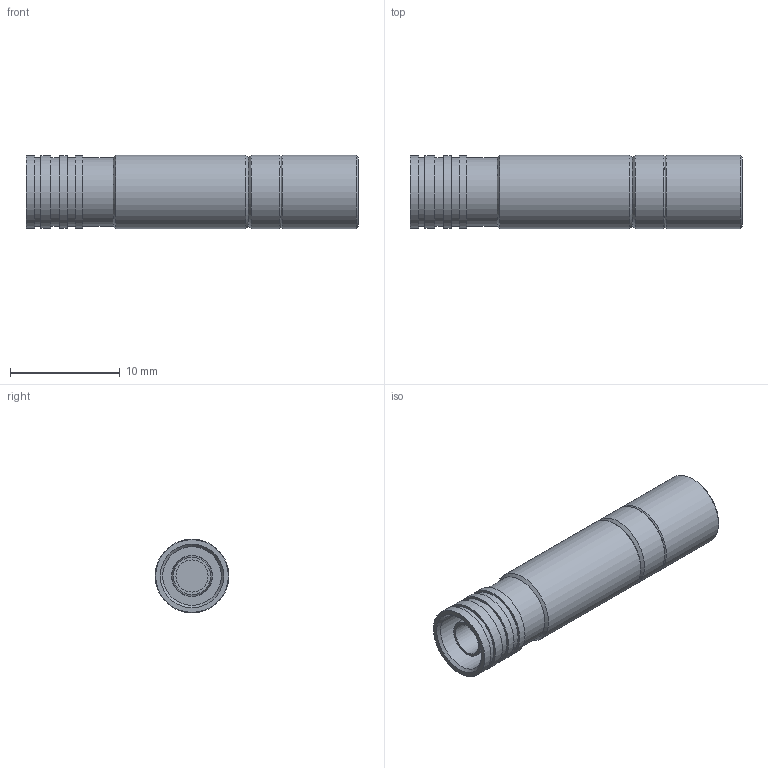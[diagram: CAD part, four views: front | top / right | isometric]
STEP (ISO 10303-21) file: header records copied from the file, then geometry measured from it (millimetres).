
FILE_DESCRIPTION (( 'STEP AP203' ), '1' );
FILE_NAME ('PE44588_3D.step', '2022-03-16T17:27:27', ( '' ), ( '' ), 'SwSTEP 2.0', 'SolidWorks 2021', '' );
FILE_SCHEMA (( 'CONFIG_CONTROL_DESIGN' ));
Length unit declared in the file: inch
Products named in the file (1): PE44588_3D
Bounding box: 30.25 x 6.72 x 6.72 mm (x, y, z)
Volume: 778.1 mm3; surface area: 1278.9 mm2
Topology: 1 solids, 1 shells, 135 faces, 341 edges, 223 vertices
Faces by surface type: plane 75, cylinder 38, cone 16, torus 6
Full cylindrical faces by diameter (mm): 0.636 x1, 1.01 x1, 2.933 x1, 3.401 x1, 3.756 x1, 3.783 x1, 4.314 x1, 5.334 x2, 6.211 x4, 6.627 x4, 6.718 x3
Entity records: 4069 total; most frequent: CARTESIAN_POINT 810, DIRECTION 688, ORIENTED_EDGE 608, EDGE_CURVE 304, AXIS2_PLACEMENT_3D 268, VERTEX_POINT 218, EDGE_LOOP 182, FACE_OUTER_BOUND 155
